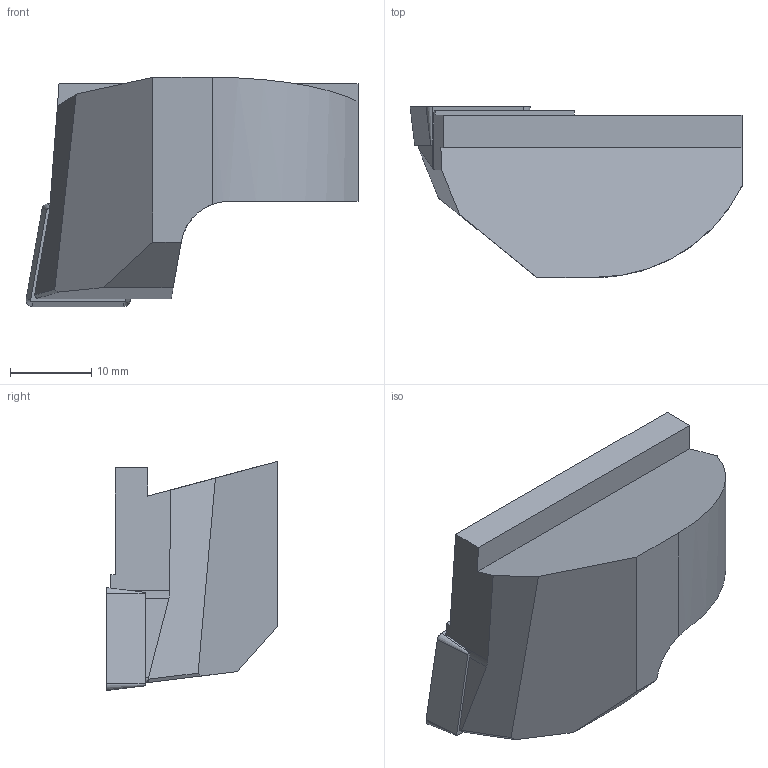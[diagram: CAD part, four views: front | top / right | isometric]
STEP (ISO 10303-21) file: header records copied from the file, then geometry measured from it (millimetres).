
FILE_DESCRIPTION(/* description */ (''),/* implementation_level */ '2;1');
FILE_NAME(/* name */ '1560776202168.stp',/* time_stamp */ '2019-06-17T14:56:45+02:00',/* author */ (''),/* organization */ ('SMS'),/* preprocessor_version */ 'ST-DEVELOPER v15',/* originating_system */ 'SIEMENS PLM Software NX 8.5',/* authorisation */ '');
FILE_SCHEMA (('AUTOMOTIVE_DESIGN { 1 0 10303 214 3 1 1 1 }'));
Length unit declared in the file: millimetre
Products named in the file (4): IsoTurningInsert; 202351025mod000_00; ASSEMBLY_CONSTRUCTION; 111151192mod000_01
Assembly tree (3 placements, depth 2):
  111151192mod000_01
    ASSEMBLY_CONSTRUCTION
    202351025mod000_00
    IsoTurningInsert
Bounding box: 40.97 x 21.1 x 28.29 mm (x, y, z)
Volume: 11603.8 mm3; surface area: 4212.5 mm2
Topology: 2 solids, 2 shells, 45 faces, 119 edges, 85 vertices
Faces by surface type: plane 29, cylinder 6, cone 6, torus 4
Full cylindrical faces by diameter (mm): 5.5 x2
Entity records: 1554 total; most frequent: CARTESIAN_POINT 305, DIRECTION 241, ORIENTED_EDGE 212, EDGE_CURVE 106, AXIS2_PLACEMENT_3D 82, LINE 77, VECTOR 77, VERTEX_POINT 74
